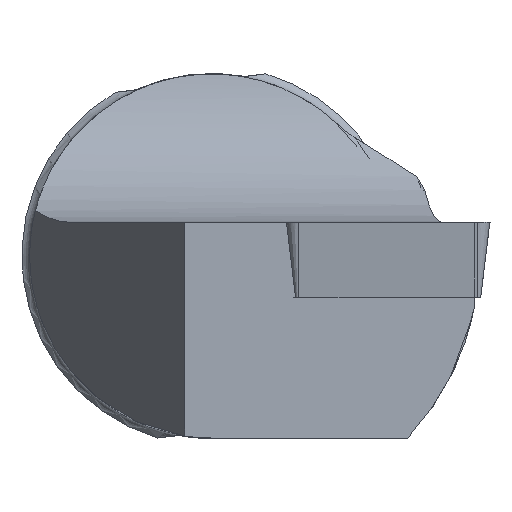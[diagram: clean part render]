
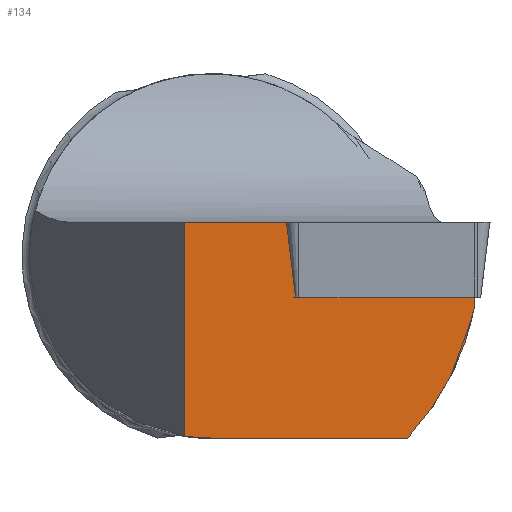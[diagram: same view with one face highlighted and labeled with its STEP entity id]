
A CAD part, left-side view. The second image highlights one B-rep face of the part: STEP entity #134.
In plain terms, the highlighted planar face has unit normal (-1, 0, 0).
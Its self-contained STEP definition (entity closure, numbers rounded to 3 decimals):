
#44=PLANE('',#742);
#134=ADVANCED_FACE('',(#183),#44,.F.);
#183=FACE_OUTER_BOUND('',#217,.T.);
#217=EDGE_LOOP('',(#344,#345,#346,#347,#348,#349));
#275=CIRCLE('',#738,8.45);
#276=CIRCLE('',#741,5.75);
#344=ORIENTED_EDGE('',*,*,#591,.F.);
#345=ORIENTED_EDGE('',*,*,#592,.F.);
#346=ORIENTED_EDGE('',*,*,#588,.T.);
#347=ORIENTED_EDGE('',*,*,#593,.F.);
#348=ORIENTED_EDGE('',*,*,#594,.F.);
#349=ORIENTED_EDGE('',*,*,#595,.T.);
#512=VERTEX_POINT('',#1148);
#514=VERTEX_POINT('',#1152);
#515=VERTEX_POINT('',#1165);
#516=VERTEX_POINT('',#1166);
#517=VERTEX_POINT('',#1169);
#518=VERTEX_POINT('',#1171);
#588=EDGE_CURVE('',#512,#514,#275,.T.);
#591=EDGE_CURVE('',#515,#516,#276,.T.);
#592=EDGE_CURVE('',#512,#515,#650,.T.);
#593=EDGE_CURVE('',#517,#514,#651,.T.);
#594=EDGE_CURVE('',#518,#517,#652,.T.);
#595=EDGE_CURVE('',#518,#516,#653,.T.);
#650=LINE('',#1167,#684);
#651=LINE('',#1168,#685);
#652=LINE('',#1170,#686);
#653=LINE('',#1172,#687);
#684=VECTOR('',#862,1.);
#685=VECTOR('',#863,1.);
#686=VECTOR('',#864,1.);
#687=VECTOR('',#865,1.);
#738=AXIS2_PLACEMENT_3D('',#1153,#854,#855);
#741=AXIS2_PLACEMENT_3D('',#1164,#860,#861);
#742=AXIS2_PLACEMENT_3D('',#1173,#866,#867);
#854=DIRECTION('',(-1.,0.,0.));
#855=DIRECTION('',(0.,0.,-1.));
#860=DIRECTION('',(1.,0.,0.));
#861=DIRECTION('',(0.,0.,1.));
#862=DIRECTION('',(0.,1.,0.));
#863=DIRECTION('',(0.,0.,-1.));
#864=DIRECTION('',(0.,-1.,0.));
#865=DIRECTION('',(0.,0.,-1.));
#866=DIRECTION('',(1.,0.,0.));
#867=DIRECTION('',(0.,0.,-1.));
#1148=CARTESIAN_POINT('',(0.429,2.672,-6.81));
#1152=CARTESIAN_POINT('',(0.429,0.564,-2.645));
#1153=CARTESIAN_POINT('',(0.429,8.864,-1.06));
#1164=CARTESIAN_POINT('',(0.429,8.864,-1.06));
#1165=CARTESIAN_POINT('',(0.429,8.864,-6.81));
#1166=CARTESIAN_POINT('',(0.429,9.714,-6.747));
#1167=CARTESIAN_POINT('',(0.429,-0.136,-6.81));
#1168=CARTESIAN_POINT('',(0.429,0.564,8.94));
#1169=CARTESIAN_POINT('',(0.429,0.564,-0.01));
#1170=CARTESIAN_POINT('',(0.429,18.864,-0.01));
#1171=CARTESIAN_POINT('',(0.429,9.714,-0.01));
#1172=CARTESIAN_POINT('',(0.429,9.714,8.94));
#1173=CARTESIAN_POINT('',(0.429,8.864,-1.06));
